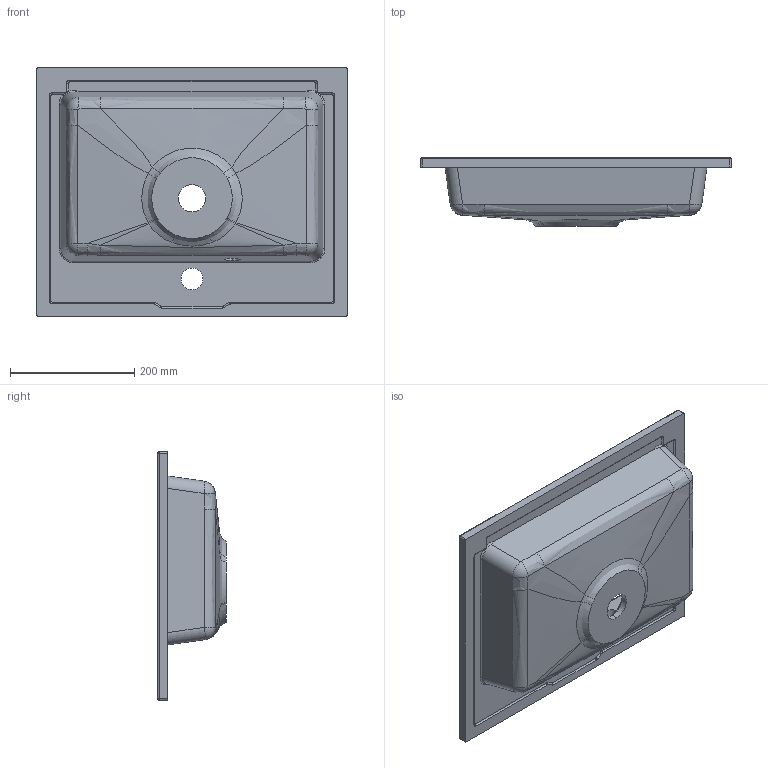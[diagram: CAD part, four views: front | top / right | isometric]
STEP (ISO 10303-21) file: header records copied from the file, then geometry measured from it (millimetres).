
FILE_DESCRIPTION (( 'STEP AP203' ), '1' );
FILE_NAME ('6229290511.step', '2020-12-18T12:35:04', ( 'admin' ), ( '' ), 'SwSTEP 2.0', 'SolidWorks 2019', '' );
FILE_SCHEMA (( 'CONFIG_CONTROL_DESIGN' ));
Length unit declared in the file: millimetre
Products named in the file (1): 6229290511
Bounding box: 500 x 110 x 400 mm (x, y, z)
Volume: 3950537.3 mm3; surface area: 590899.4 mm2
Topology: 1 solids, 1 shells, 154 faces, 370 edges, 215 vertices
Faces by surface type: bspline 81, cylinder 41, plane 17, sphere 12, cone 3
Entity records: 8248 total; most frequent: CARTESIAN_POINT 5190, ORIENTED_EDGE 732, DIRECTION 493, EDGE_CURVE 366, VERTEX_POINT 215, AXIS2_PLACEMENT_3D 205, EDGE_LOOP 161, ADVANCED_FACE 154
